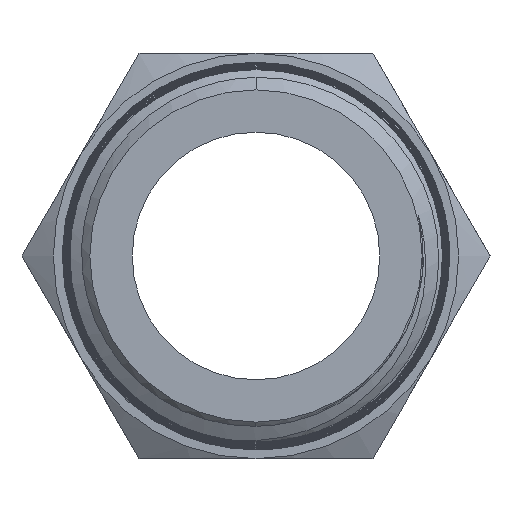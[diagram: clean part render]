
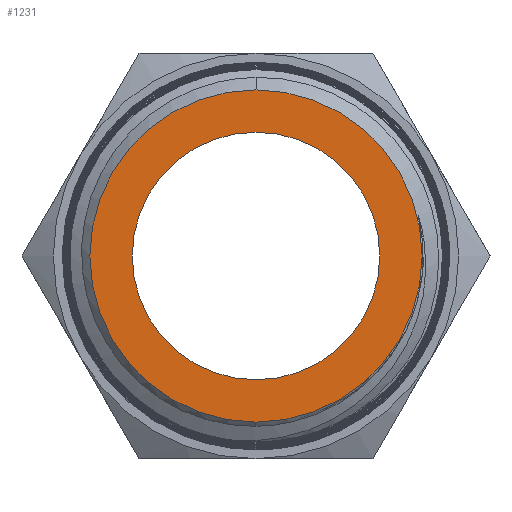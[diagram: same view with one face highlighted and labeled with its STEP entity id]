
A CAD part, left-side view. The second image highlights one B-rep face of the part: STEP entity #1231.
In plain terms, the highlighted planar face has unit normal (-1, 0, 0).
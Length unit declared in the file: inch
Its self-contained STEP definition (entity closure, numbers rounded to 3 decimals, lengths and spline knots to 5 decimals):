
#99 = VERTEX_POINT ( 'NONE', #5325 ) ;
#431 = VERTEX_POINT ( 'NONE', #9755 ) ;
#630 = CARTESIAN_POINT ( 'NONE',  ( -1.15, 0., 0. ) ) ;
#681 = FACE_BOUND ( 'NONE', #8624, .T. ) ;
#714 = AXIS2_PLACEMENT_3D ( 'NONE', #3383, #4187, #11230 ) ;
#753 = DIRECTION ( 'NONE',  ( 1., 0., 0. ) ) ;
#1231 = ADVANCED_FACE ( 'NONE', ( #681, #2691 ), #3394, .F. ) ;
#1238 = CARTESIAN_POINT ( 'NONE',  ( -1.15, 0., 0. ) ) ;
#1565 = ORIENTED_EDGE ( 'NONE', *, *, #5052, .T. ) ;
#1925 = CARTESIAN_POINT ( 'NONE',  ( -1.15, 0., 0.56356 ) ) ;
#2691 = FACE_OUTER_BOUND ( 'NONE', #7255, .T. ) ;
#2831 = CARTESIAN_POINT ( 'NONE',  ( -1.15, 0., 0. ) ) ;
#3011 = CIRCLE ( 'NONE', #4415, 0.42 ) ;
#3383 = CARTESIAN_POINT ( 'NONE',  ( -1.15, 0., 0. ) ) ;
#3394 = PLANE ( 'NONE',  #4454 ) ;
#4187 = DIRECTION ( 'NONE',  ( -1., 0., 0. ) ) ;
#4415 = AXIS2_PLACEMENT_3D ( 'NONE', #630, #6694, #9243 ) ;
#4454 = AXIS2_PLACEMENT_3D ( 'NONE', #5920, #753, #5153 ) ;
#4500 = CIRCLE ( 'NONE', #5020, 0.42 ) ;
#5020 = AXIS2_PLACEMENT_3D ( 'NONE', #1238, #7399, #5700 ) ;
#5052 = EDGE_CURVE ( 'NONE', #99, #8250, #6902, .T. ) ;
#5153 = DIRECTION ( 'NONE',  ( 0., 0., -1. ) ) ;
#5325 = CARTESIAN_POINT ( 'NONE',  ( -1.15, 0., -0.56356 ) ) ;
#5380 = AXIS2_PLACEMENT_3D ( 'NONE', #2831, #8125, #8085 ) ;
#5471 = CARTESIAN_POINT ( 'NONE',  ( -1.15, 0.42, 0. ) ) ;
#5700 = DIRECTION ( 'NONE',  ( 0., 0., 1. ) ) ;
#5920 = CARTESIAN_POINT ( 'NONE',  ( -1.15, 0., 0. ) ) ;
#6070 = ORIENTED_EDGE ( 'NONE', *, *, #7232, .T. ) ;
#6694 = DIRECTION ( 'NONE',  ( -1., 0., 0. ) ) ;
#6902 = CIRCLE ( 'NONE', #714, 0.56356 ) ;
#7232 = EDGE_CURVE ( 'NONE', #8250, #99, #10370, .T. ) ;
#7255 = EDGE_LOOP ( 'NONE', ( #1565, #6070 ) ) ;
#7399 = DIRECTION ( 'NONE',  ( -1., 0., 0. ) ) ;
#8085 = DIRECTION ( 'NONE',  ( 0., 0., -1. ) ) ;
#8121 = ORIENTED_EDGE ( 'NONE', *, *, #9614, .F. ) ;
#8125 = DIRECTION ( 'NONE',  ( -1., 0., 0. ) ) ;
#8250 = VERTEX_POINT ( 'NONE', #1925 ) ;
#8624 = EDGE_LOOP ( 'NONE', ( #9566, #8121 ) ) ;
#9243 = DIRECTION ( 'NONE',  ( 0., 0., 1. ) ) ;
#9333 = EDGE_CURVE ( 'NONE', #9559, #431, #3011, .T. ) ;
#9559 = VERTEX_POINT ( 'NONE', #5471 ) ;
#9566 = ORIENTED_EDGE ( 'NONE', *, *, #9333, .F. ) ;
#9614 = EDGE_CURVE ( 'NONE', #431, #9559, #4500, .T. ) ;
#9755 = CARTESIAN_POINT ( 'NONE',  ( -1.15, -0.42, 0. ) ) ;
#10370 = CIRCLE ( 'NONE', #5380, 0.56356 ) ;
#11230 = DIRECTION ( 'NONE',  ( 0., 0., -1. ) ) ;
